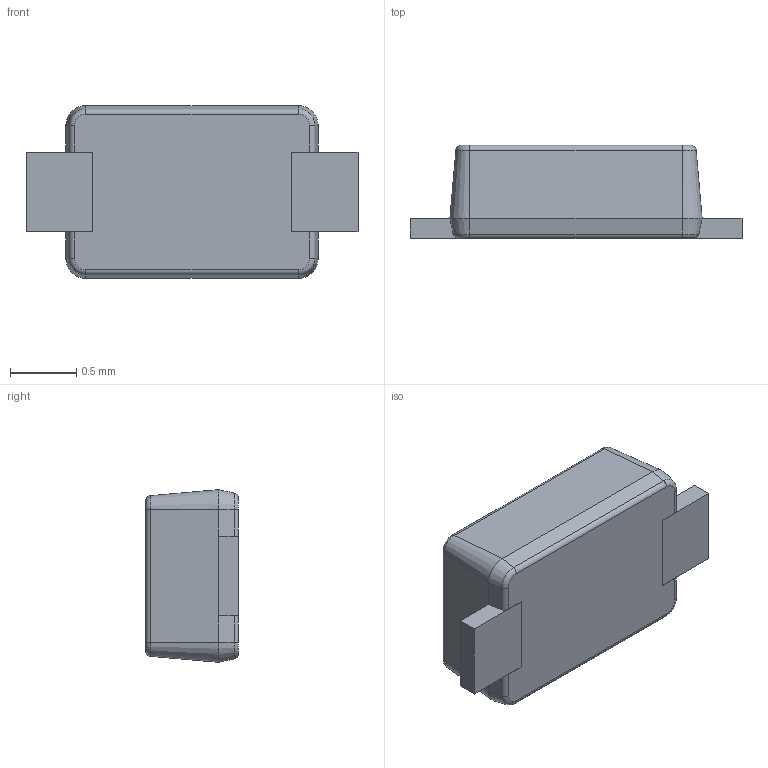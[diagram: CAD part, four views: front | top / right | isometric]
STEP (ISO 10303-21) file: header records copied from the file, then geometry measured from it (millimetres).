
FILE_DESCRIPTION (( 'STEP AP214' ), '1' );
FILE_NAME ('PLZ4V3CHG3AH.STEP', '2023-12-15T01:31:03', ( '' ), ( '' ), 'SwSTEP 2.0', 'SolidWorks 2021', '' );
FILE_SCHEMA (( 'AUTOMOTIVE_DESIGN' ));
Length unit declared in the file: millimetre
Products named in the file (1): PLZ4V3CHG3AH
Bounding box: 2.5 x 0.7 x 1.3 mm (x, y, z)
Volume: 1.7 mm3; surface area: 11.2 mm2
Topology: 4 solids, 4 shells, 70 faces, 154 edges, 92 vertices
Faces by surface type: plane 44, cylinder 10, cone 8, torus 8
Entity records: 1943 total; most frequent: DIRECTION 336, CARTESIAN_POINT 317, ORIENTED_EDGE 308, EDGE_CURVE 154, VECTOR 114, LINE 114, AXIS2_PLACEMENT_3D 111, VERTEX_POINT 92
